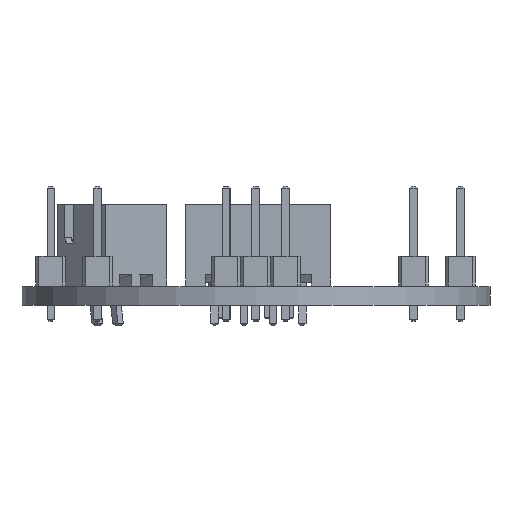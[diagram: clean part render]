
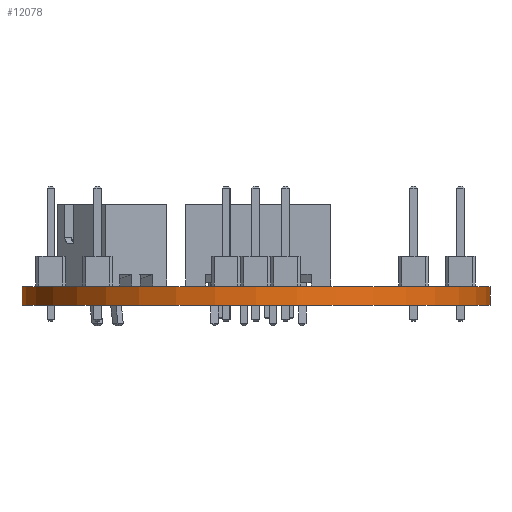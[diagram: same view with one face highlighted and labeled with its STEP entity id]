
A CAD part, front view. The second image highlights one B-rep face of the part: STEP entity #12078.
In plain terms, the highlighted cylindrical face has radius 20 mm (diameter 40 mm), a full revolution.
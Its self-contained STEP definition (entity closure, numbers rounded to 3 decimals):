
#12078 = ADVANCED_FACE('',(#12079),#12106,.T.);
#12079 = FACE_BOUND('',#12080,.F.);
#12080 = EDGE_LOOP('',(#12081,#12091,#12098,#12099));
#12081 = ORIENTED_EDGE('',*,*,#12082,.T.);
#12082 = EDGE_CURVE('',#12083,#12085,#12087,.T.);
#12083 = VERTEX_POINT('',#12084);
#12084 = CARTESIAN_POINT('',(20.,0.,0.));
#12085 = VERTEX_POINT('',#12086);
#12086 = CARTESIAN_POINT('',(20.,0.,1.6));
#12087 = LINE('',#12088,#12089);
#12088 = CARTESIAN_POINT('',(20.,0.,0.));
#12089 = VECTOR('',#12090,1.);
#12090 = DIRECTION('',(0.,0.,1.));
#12091 = ORIENTED_EDGE('',*,*,#12092,.T.);
#12092 = EDGE_CURVE('',#12085,#12085,#12093,.T.);
#12093 = CIRCLE('',#12094,20.);
#12094 = AXIS2_PLACEMENT_3D('',#12095,#12096,#12097);
#12095 = CARTESIAN_POINT('',(0.,0.,1.6));
#12096 = DIRECTION('',(0.,0.,1.));
#12097 = DIRECTION('',(1.,0.,-0.));
#12098 = ORIENTED_EDGE('',*,*,#12082,.F.);
#12099 = ORIENTED_EDGE('',*,*,#12100,.F.);
#12100 = EDGE_CURVE('',#12083,#12083,#12101,.T.);
#12101 = CIRCLE('',#12102,20.);
#12102 = AXIS2_PLACEMENT_3D('',#12103,#12104,#12105);
#12103 = CARTESIAN_POINT('',(0.,-0.,0.));
#12104 = DIRECTION('',(0.,0.,1.));
#12105 = DIRECTION('',(1.,0.,-0.));
#12106 = CYLINDRICAL_SURFACE('',#12107,20.);
#12107 = AXIS2_PLACEMENT_3D('',#12108,#12109,#12110);
#12108 = CARTESIAN_POINT('',(0.,-0.,0.));
#12109 = DIRECTION('',(-0.,-0.,-1.));
#12110 = DIRECTION('',(1.,0.,-0.));
